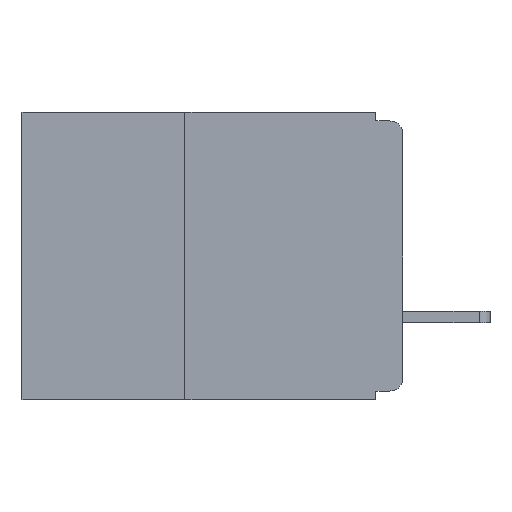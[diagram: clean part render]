
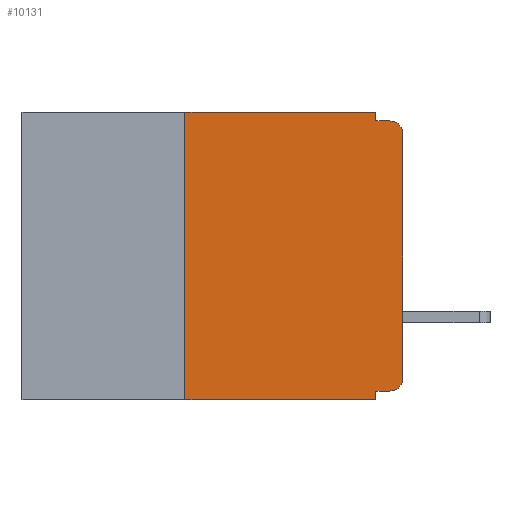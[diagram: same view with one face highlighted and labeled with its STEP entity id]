
A CAD part, left-side view. The second image highlights one B-rep face of the part: STEP entity #10131.
In plain terms, the highlighted planar face has unit normal (-1, 0, 0).
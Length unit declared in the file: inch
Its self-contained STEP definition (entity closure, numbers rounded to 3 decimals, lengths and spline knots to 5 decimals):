
#31 = CARTESIAN_POINT ( 'NONE',  ( 0., 0., -0.01 ) ) ;
#115 = DIRECTION ( 'NONE',  ( 0., -1., 0. ) ) ;
#463 = LINE ( 'NONE', #14375, #10605 ) ;
#951 = ORIENTED_EDGE ( 'NONE', *, *, #11760, .T. ) ;
#1162 = FACE_OUTER_BOUND ( 'NONE', #6078, .T. ) ;
#1333 = DIRECTION ( 'NONE',  ( 0., -1., 0. ) ) ;
#1370 = LINE ( 'NONE', #31, #20935 ) ;
#2000 = VECTOR ( 'NONE', #8653, 39.37008 ) ;
#2009 = EDGE_CURVE ( 'NONE', #11990, #16265, #22475, .T. ) ;
#2536 = DIRECTION ( 'NONE',  ( -1., 0., 0. ) ) ;
#2932 = CARTESIAN_POINT ( 'NONE',  ( 0., 0., -0.025 ) ) ;
#2964 = DIRECTION ( 'NONE',  ( 0., 0., -1. ) ) ;
#3109 = VERTEX_POINT ( 'NONE', #2932 ) ;
#3288 = VERTEX_POINT ( 'NONE', #21387 ) ;
#3928 = VECTOR ( 'NONE', #19108, 39.37008 ) ;
#3958 = CARTESIAN_POINT ( 'NONE',  ( 0., 0.25, -0.33 ) ) ;
#4238 = VERTEX_POINT ( 'NONE', #22065 ) ;
#5053 = DIRECTION ( 'NONE',  ( 0., 0., -1. ) ) ;
#5691 = CARTESIAN_POINT ( 'NONE',  ( 0., 0., -0.32 ) ) ;
#6078 = EDGE_LOOP ( 'NONE', ( #951, #11673, #9609, #13768, #14943, #9046, #16985, #12623, #16711, #15270 ) ) ;
#6185 = DIRECTION ( 'NONE',  ( 0., 0., -1. ) ) ;
#6505 = EDGE_CURVE ( 'NONE', #13995, #18377, #9020, .T. ) ;
#7315 = VERTEX_POINT ( 'NONE', #15769 ) ;
#7361 = DIRECTION ( 'NONE',  ( 0., 1., 0. ) ) ;
#8306 = LINE ( 'NONE', #14289, #2000 ) ;
#8653 = DIRECTION ( 'NONE',  ( 0., -1., 0. ) ) ;
#9020 = LINE ( 'NONE', #22876, #3928 ) ;
#9046 = ORIENTED_EDGE ( 'NONE', *, *, #6505, .F. ) ;
#9272 = EDGE_CURVE ( 'NONE', #13995, #3288, #16640, .T. ) ;
#9609 = ORIENTED_EDGE ( 'NONE', *, *, #18519, .F. ) ;
#10131 = ADVANCED_FACE ( 'NONE', ( #1162 ), #15640, .F. ) ;
#10171 = EDGE_CURVE ( 'NONE', #3109, #7315, #15119, .T. ) ;
#10214 = DIRECTION ( 'NONE',  ( -1., 0., 0. ) ) ;
#10515 = AXIS2_PLACEMENT_3D ( 'NONE', #21489, #10214, #23388 ) ;
#10605 = VECTOR ( 'NONE', #2964, 39.37008 ) ;
#11648 = VECTOR ( 'NONE', #1333, 39.37008 ) ;
#11673 = ORIENTED_EDGE ( 'NONE', *, *, #10171, .T. ) ;
#11760 = EDGE_CURVE ( 'NONE', #18445, #3109, #22384, .T. ) ;
#11893 = CARTESIAN_POINT ( 'NONE',  ( 0., 0.437, 0. ) ) ;
#11990 = VERTEX_POINT ( 'NONE', #17257 ) ;
#12623 = ORIENTED_EDGE ( 'NONE', *, *, #18280, .F. ) ;
#12667 = CARTESIAN_POINT ( 'NONE',  ( 0., 0.437, -0.33 ) ) ;
#13768 = ORIENTED_EDGE ( 'NONE', *, *, #24525, .F. ) ;
#13946 = CARTESIAN_POINT ( 'NONE',  ( 0., 0.015, -0.025 ) ) ;
#13995 = VERTEX_POINT ( 'NONE', #3958 ) ;
#14289 = CARTESIAN_POINT ( 'NONE',  ( 0., 0.437, 0. ) ) ;
#14375 = CARTESIAN_POINT ( 'NONE',  ( 0., 0.031, 0. ) ) ;
#14691 = CARTESIAN_POINT ( 'NONE',  ( 0., 0., 0. ) ) ;
#14762 = DIRECTION ( 'NONE',  ( 0., 0., 1. ) ) ;
#14943 = ORIENTED_EDGE ( 'NONE', *, *, #22739, .F. ) ;
#15119 = CIRCLE ( 'NONE', #20857, 0.015 ) ;
#15270 = ORIENTED_EDGE ( 'NONE', *, *, #23257, .T. ) ;
#15496 = CARTESIAN_POINT ( 'NONE',  ( 0., 0.031, -0.32 ) ) ;
#15640 = PLANE ( 'NONE',  #19604 ) ;
#15769 = CARTESIAN_POINT ( 'NONE',  ( 0., 0.015, -0.01 ) ) ;
#15799 = DIRECTION ( 'NONE',  ( 0., 0., -1. ) ) ;
#15923 = CIRCLE ( 'NONE', #10515, 0.015 ) ;
#16203 = VECTOR ( 'NONE', #5053, 39.37008 ) ;
#16265 = VERTEX_POINT ( 'NONE', #15496 ) ;
#16640 = LINE ( 'NONE', #12667, #11648 ) ;
#16711 = ORIENTED_EDGE ( 'NONE', *, *, #2009, .F. ) ;
#16985 = ORIENTED_EDGE ( 'NONE', *, *, #9272, .T. ) ;
#17257 = CARTESIAN_POINT ( 'NONE',  ( 0., 0.015, -0.32 ) ) ;
#17446 = VECTOR ( 'NONE', #7361, 39.37008 ) ;
#17524 = DIRECTION ( 'NONE',  ( 1., 0., 0. ) ) ;
#17710 = VECTOR ( 'NONE', #14762, 39.37008 ) ;
#17826 = CARTESIAN_POINT ( 'NONE',  ( 0., 0.031, 0. ) ) ;
#18280 = EDGE_CURVE ( 'NONE', #16265, #3288, #21824, .T. ) ;
#18284 = CARTESIAN_POINT ( 'NONE',  ( 0., 0.031, -0.33 ) ) ;
#18377 = VERTEX_POINT ( 'NONE', #20528 ) ;
#18445 = VERTEX_POINT ( 'NONE', #22550 ) ;
#18519 = EDGE_CURVE ( 'NONE', #4238, #7315, #1370, .T. ) ;
#19108 = DIRECTION ( 'NONE',  ( 0., 0., 1. ) ) ;
#19604 = AXIS2_PLACEMENT_3D ( 'NONE', #11893, #17524, #6185 ) ;
#20528 = CARTESIAN_POINT ( 'NONE',  ( 0., 0.25, 0. ) ) ;
#20857 = AXIS2_PLACEMENT_3D ( 'NONE', #13946, #2536, #15799 ) ;
#20935 = VECTOR ( 'NONE', #115, 39.37008 ) ;
#21387 = CARTESIAN_POINT ( 'NONE',  ( 0., 0.031, -0.33 ) ) ;
#21489 = CARTESIAN_POINT ( 'NONE',  ( 0., 0.015, -0.305 ) ) ;
#21824 = LINE ( 'NONE', #18284, #16203 ) ;
#22060 = VERTEX_POINT ( 'NONE', #17826 ) ;
#22065 = CARTESIAN_POINT ( 'NONE',  ( 0., 0.031, -0.01 ) ) ;
#22384 = LINE ( 'NONE', #14691, #17710 ) ;
#22475 = LINE ( 'NONE', #5691, #17446 ) ;
#22550 = CARTESIAN_POINT ( 'NONE',  ( 0., 0., -0.305 ) ) ;
#22739 = EDGE_CURVE ( 'NONE', #18377, #22060, #8306, .T. ) ;
#22876 = CARTESIAN_POINT ( 'NONE',  ( 0., 0.25, -0.33 ) ) ;
#23257 = EDGE_CURVE ( 'NONE', #11990, #18445, #15923, .T. ) ;
#23388 = DIRECTION ( 'NONE',  ( 0., 0., -1. ) ) ;
#24525 = EDGE_CURVE ( 'NONE', #22060, #4238, #463, .T. ) ;
